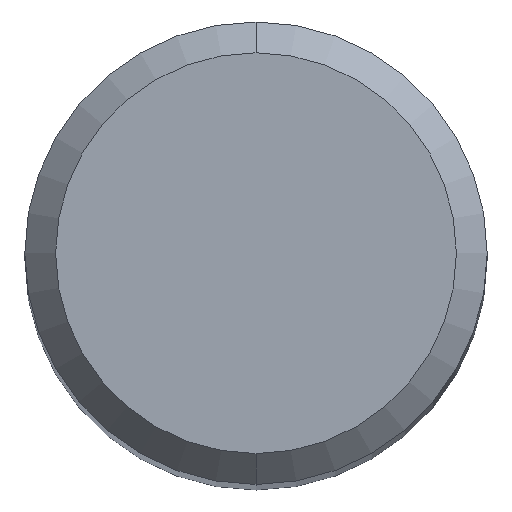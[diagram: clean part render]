
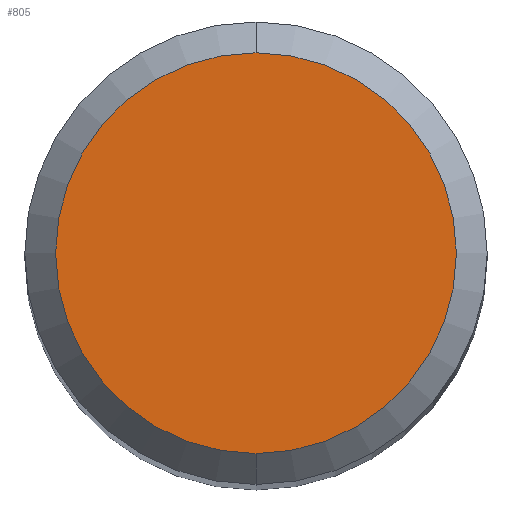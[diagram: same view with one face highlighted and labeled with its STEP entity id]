
A CAD part, top view. The second image highlights one B-rep face of the part: STEP entity #805.
In plain terms, the highlighted planar face has unit normal (0, 0, 1).
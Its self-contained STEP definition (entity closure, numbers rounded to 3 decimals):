
#397=EDGE_CURVE('',#789,#793,#978,.T.);
#421=EDGE_CURVE('',#793,#789,#1003,.T.);
#789=VERTEX_POINT('',#1404);
#793=VERTEX_POINT('',#1409);
#805=ADVANCED_FACE('',(#1422),#1423,.T.);
#978=CIRCLE('',#2432,2.6);
#1003=CIRCLE('',#3125,2.6);
#1404=CARTESIAN_POINT('',(0.,-2.6,0.0));
#1409=CARTESIAN_POINT('',(0.0,2.6,0.0));
#1422=FACE_OUTER_BOUND('',#5666,.T.);
#1423=PLANE('',#5667);
#2432=AXIS2_PLACEMENT_3D('',#5994,#5995,#5996);
#3125=AXIS2_PLACEMENT_3D('',#6013,#6014,#6015);
#5666=EDGE_LOOP('',(#6427,#6428));
#5667=AXIS2_PLACEMENT_3D('',#6429,#6430,#6431);
#5994=CARTESIAN_POINT('',(0.0,0.0,0.0));
#5995=DIRECTION('',(0.0,0.0,-1.0));
#5996=DIRECTION('',(0.0,1.0,0.0));
#6013=CARTESIAN_POINT('',(0.0,0.0,0.0));
#6014=DIRECTION('',(0.0,0.0,-1.0));
#6015=DIRECTION('',(0.0,1.0,0.0));
#6427=ORIENTED_EDGE('',*,*,#421,.F.);
#6428=ORIENTED_EDGE('',*,*,#397,.F.);
#6429=CARTESIAN_POINT('',(0.0,1.3,0.0));
#6430=DIRECTION('',(-0.0,0.0,1.0));
#6431=DIRECTION('',(0.0,-1.0,0.0));
